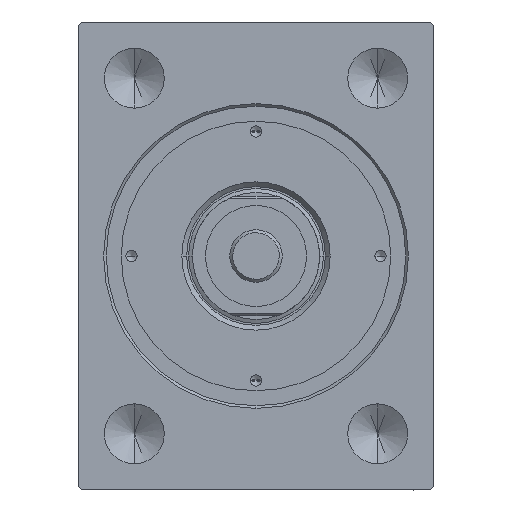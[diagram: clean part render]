
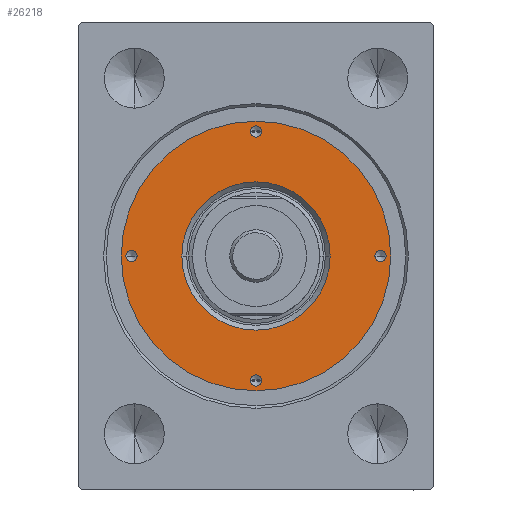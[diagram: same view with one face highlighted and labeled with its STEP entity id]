
A CAD part, left-side view. The second image highlights one B-rep face of the part: STEP entity #26218.
In plain terms, the highlighted face is planar.
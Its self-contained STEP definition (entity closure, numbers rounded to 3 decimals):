
#215 = DIRECTION ( 'NONE',  ( 0., 0., 1. ) ) ;
#464 = VERTEX_POINT ( 'NONE', #39259 ) ;
#954 = CARTESIAN_POINT ( 'NONE',  ( 0., -33.25, 11.8 ) ) ;
#1092 = DIRECTION ( 'NONE',  ( 0., 0., -1. ) ) ;
#1530 = CARTESIAN_POINT ( 'NONE',  ( 0., 0., 11.8 ) ) ;
#1899 = CIRCLE ( 'NONE', #36281, 19.8 ) ;
#2040 = DIRECTION ( 'NONE',  ( 0., 0., 1. ) ) ;
#3447 = CIRCLE ( 'NONE', #7065, 1.5 ) ;
#3597 = CARTESIAN_POINT ( 'NONE',  ( -33.25, 0., 11.8 ) ) ;
#3707 = EDGE_CURVE ( 'NONE', #20820, #11023, #31651, .T. ) ;
#4649 = DIRECTION ( 'NONE',  ( 1., 0., 0. ) ) ;
#5513 = EDGE_CURVE ( 'NONE', #22861, #19162, #33752, .T. ) ;
#5549 = VERTEX_POINT ( 'NONE', #34725 ) ;
#6144 = EDGE_CURVE ( 'NONE', #40062, #464, #43065, .T. ) ;
#6225 = CARTESIAN_POINT ( 'NONE',  ( 34.75, 0., 11.8 ) ) ;
#6323 = CARTESIAN_POINT ( 'NONE',  ( 31.75, 0., 11.8 ) ) ;
#6907 = DIRECTION ( 'NONE',  ( 1., 0., 0. ) ) ;
#6973 = EDGE_CURVE ( 'NONE', #464, #40062, #29508, .T. ) ;
#7065 = AXIS2_PLACEMENT_3D ( 'NONE', #32261, #32706, #22864 ) ;
#7135 = CARTESIAN_POINT ( 'NONE',  ( 0., 0., 11.8 ) ) ;
#7629 = VERTEX_POINT ( 'NONE', #6225 ) ;
#7709 = DIRECTION ( 'NONE',  ( 0., 0., 1. ) ) ;
#7762 = CIRCLE ( 'NONE', #42140, 36. ) ;
#7868 = CARTESIAN_POINT ( 'NONE',  ( -34.75, 0., 11.8 ) ) ;
#7994 = AXIS2_PLACEMENT_3D ( 'NONE', #30250, #43919, #30696 ) ;
#8130 = FACE_BOUND ( 'NONE', #13887, .T. ) ;
#8243 = DIRECTION ( 'NONE',  ( 0., 0., 1. ) ) ;
#8571 = DIRECTION ( 'NONE',  ( 0., 0., 1. ) ) ;
#8587 = EDGE_CURVE ( 'NONE', #29190, #24663, #13794, .T. ) ;
#10664 = ORIENTED_EDGE ( 'NONE', *, *, #6144, .F. ) ;
#10984 = EDGE_CURVE ( 'NONE', #5549, #40079, #28382, .T. ) ;
#11023 = VERTEX_POINT ( 'NONE', #11157 ) ;
#11060 = EDGE_CURVE ( 'NONE', #7629, #21356, #34087, .T. ) ;
#11157 = CARTESIAN_POINT ( 'NONE',  ( -1.5, 33.25, 11.8 ) ) ;
#11604 = CARTESIAN_POINT ( 'NONE',  ( -31.75, 0., 11.8 ) ) ;
#11824 = CARTESIAN_POINT ( 'NONE',  ( 0., 33.25, 11.8 ) ) ;
#11937 = FACE_OUTER_BOUND ( 'NONE', #18664, .T. ) ;
#12579 = EDGE_LOOP ( 'NONE', ( #19875, #29326 ) ) ;
#12779 = CARTESIAN_POINT ( 'NONE',  ( 1.5, 33.25, 11.8 ) ) ;
#12896 = ORIENTED_EDGE ( 'NONE', *, *, #5513, .T. ) ;
#12977 = AXIS2_PLACEMENT_3D ( 'NONE', #954, #7709, #30813 ) ;
#13794 = CIRCLE ( 'NONE', #40268, 1.5 ) ;
#13834 = EDGE_CURVE ( 'NONE', #40079, #5549, #1899, .T. ) ;
#13887 = EDGE_LOOP ( 'NONE', ( #10664, #33973 ) ) ;
#14871 = FACE_BOUND ( 'NONE', #12579, .T. ) ;
#15086 = DIRECTION ( 'NONE',  ( 1., 0., 0. ) ) ;
#15129 = CARTESIAN_POINT ( 'NONE',  ( 1.5, -33.25, 11.8 ) ) ;
#15174 = EDGE_LOOP ( 'NONE', ( #41793, #21120 ) ) ;
#16794 = DIRECTION ( 'NONE',  ( 1., 0., 0. ) ) ;
#16990 = ORIENTED_EDGE ( 'NONE', *, *, #10984, .T. ) ;
#17238 = DIRECTION ( 'NONE',  ( 0., 0., -1. ) ) ;
#17356 = EDGE_CURVE ( 'NONE', #24663, #29190, #36973, .T. ) ;
#17614 = ORIENTED_EDGE ( 'NONE', *, *, #11060, .F. ) ;
#17703 = AXIS2_PLACEMENT_3D ( 'NONE', #29538, #29101, #42766 ) ;
#18664 = EDGE_LOOP ( 'NONE', ( #42726, #12896 ) ) ;
#19126 = CARTESIAN_POINT ( 'NONE',  ( 33.25, 0., 11.8 ) ) ;
#19129 = FACE_BOUND ( 'NONE', #32535, .T. ) ;
#19162 = VERTEX_POINT ( 'NONE', #42813 ) ;
#19604 = CIRCLE ( 'NONE', #43925, 1.5 ) ;
#19875 = ORIENTED_EDGE ( 'NONE', *, *, #8587, .F. ) ;
#20039 = CARTESIAN_POINT ( 'NONE',  ( 19.8, 0., 11.8 ) ) ;
#20820 = VERTEX_POINT ( 'NONE', #12779 ) ;
#21120 = ORIENTED_EDGE ( 'NONE', *, *, #23948, .F. ) ;
#21356 = VERTEX_POINT ( 'NONE', #6323 ) ;
#21915 = AXIS2_PLACEMENT_3D ( 'NONE', #25625, #8571, #15086 ) ;
#22861 = VERTEX_POINT ( 'NONE', #40785 ) ;
#22864 = DIRECTION ( 'NONE',  ( 1., 0., 0. ) ) ;
#23801 = EDGE_CURVE ( 'NONE', #19162, #22861, #7762, .T. ) ;
#23948 = EDGE_CURVE ( 'NONE', #11023, #20820, #3447, .T. ) ;
#24630 = CARTESIAN_POINT ( 'NONE',  ( 33.25, 0., 11.8 ) ) ;
#24663 = VERTEX_POINT ( 'NONE', #7868 ) ;
#25625 = CARTESIAN_POINT ( 'NONE',  ( 0., 0., 11.8 ) ) ;
#26218 = ADVANCED_FACE ( 'NONE', ( #14871, #35911, #42212, #8130, #19129, #11937 ), #32340, .T. ) ;
#26916 = DIRECTION ( 'NONE',  ( 1., 0., 0. ) ) ;
#26925 = AXIS2_PLACEMENT_3D ( 'NONE', #24630, #41873, #38286 ) ;
#27139 = ORIENTED_EDGE ( 'NONE', *, *, #35731, .F. ) ;
#27698 = DIRECTION ( 'NONE',  ( 0., 0., 1. ) ) ;
#28382 = CIRCLE ( 'NONE', #29771, 19.8 ) ;
#29101 = DIRECTION ( 'NONE',  ( 0., 0., 1. ) ) ;
#29190 = VERTEX_POINT ( 'NONE', #11604 ) ;
#29326 = ORIENTED_EDGE ( 'NONE', *, *, #17356, .F. ) ;
#29508 = CIRCLE ( 'NONE', #40244, 1.5 ) ;
#29538 = CARTESIAN_POINT ( 'NONE',  ( -33.25, 0., 11.8 ) ) ;
#29771 = AXIS2_PLACEMENT_3D ( 'NONE', #7135, #17238, #6907 ) ;
#30250 = CARTESIAN_POINT ( 'NONE',  ( 0., 0., 11.8 ) ) ;
#30696 = DIRECTION ( 'NONE',  ( 1., 0., 0. ) ) ;
#30813 = DIRECTION ( 'NONE',  ( 1., 0., 0. ) ) ;
#30977 = DIRECTION ( 'NONE',  ( 1., 0., 0. ) ) ;
#31486 = CARTESIAN_POINT ( 'NONE',  ( 0., -33.25, 11.8 ) ) ;
#31651 = CIRCLE ( 'NONE', #37252, 1.5 ) ;
#31828 = ORIENTED_EDGE ( 'NONE', *, *, #13834, .T. ) ;
#32261 = CARTESIAN_POINT ( 'NONE',  ( 0., 33.25, 11.8 ) ) ;
#32327 = EDGE_LOOP ( 'NONE', ( #17614, #27139 ) ) ;
#32340 = PLANE ( 'NONE',  #21915 ) ;
#32535 = EDGE_LOOP ( 'NONE', ( #31828, #16990 ) ) ;
#32706 = DIRECTION ( 'NONE',  ( 0., 0., 1. ) ) ;
#33752 = CIRCLE ( 'NONE', #7994, 36. ) ;
#33973 = ORIENTED_EDGE ( 'NONE', *, *, #6973, .F. ) ;
#34087 = CIRCLE ( 'NONE', #26925, 1.5 ) ;
#34725 = CARTESIAN_POINT ( 'NONE',  ( -19.8, 0., 11.8 ) ) ;
#35731 = EDGE_CURVE ( 'NONE', #21356, #7629, #19604, .T. ) ;
#35911 = FACE_BOUND ( 'NONE', #15174, .T. ) ;
#36281 = AXIS2_PLACEMENT_3D ( 'NONE', #1530, #1092, #42588 ) ;
#36379 = DIRECTION ( 'NONE',  ( 0., 0., 1. ) ) ;
#36973 = CIRCLE ( 'NONE', #17703, 1.5 ) ;
#37252 = AXIS2_PLACEMENT_3D ( 'NONE', #11824, #8243, #4649 ) ;
#37430 = CARTESIAN_POINT ( 'NONE',  ( 0., 0., 11.8 ) ) ;
#38286 = DIRECTION ( 'NONE',  ( 1., 0., 0. ) ) ;
#39259 = CARTESIAN_POINT ( 'NONE',  ( -1.5, -33.25, 11.8 ) ) ;
#40062 = VERTEX_POINT ( 'NONE', #15129 ) ;
#40079 = VERTEX_POINT ( 'NONE', #20039 ) ;
#40244 = AXIS2_PLACEMENT_3D ( 'NONE', #31486, #27698, #41359 ) ;
#40268 = AXIS2_PLACEMENT_3D ( 'NONE', #3597, #215, #30977 ) ;
#40785 = CARTESIAN_POINT ( 'NONE',  ( 36., 0., 11.8 ) ) ;
#41359 = DIRECTION ( 'NONE',  ( 1., 0., 0. ) ) ;
#41793 = ORIENTED_EDGE ( 'NONE', *, *, #3707, .F. ) ;
#41873 = DIRECTION ( 'NONE',  ( 0., 0., 1. ) ) ;
#42140 = AXIS2_PLACEMENT_3D ( 'NONE', #37430, #36379, #26916 ) ;
#42212 = FACE_BOUND ( 'NONE', #32327, .T. ) ;
#42588 = DIRECTION ( 'NONE',  ( 1., 0., 0. ) ) ;
#42726 = ORIENTED_EDGE ( 'NONE', *, *, #23801, .T. ) ;
#42766 = DIRECTION ( 'NONE',  ( 1., 0., 0. ) ) ;
#42813 = CARTESIAN_POINT ( 'NONE',  ( -36., 0., 11.8 ) ) ;
#43065 = CIRCLE ( 'NONE', #12977, 1.5 ) ;
#43919 = DIRECTION ( 'NONE',  ( 0., 0., 1. ) ) ;
#43925 = AXIS2_PLACEMENT_3D ( 'NONE', #19126, #2040, #16794 ) ;
